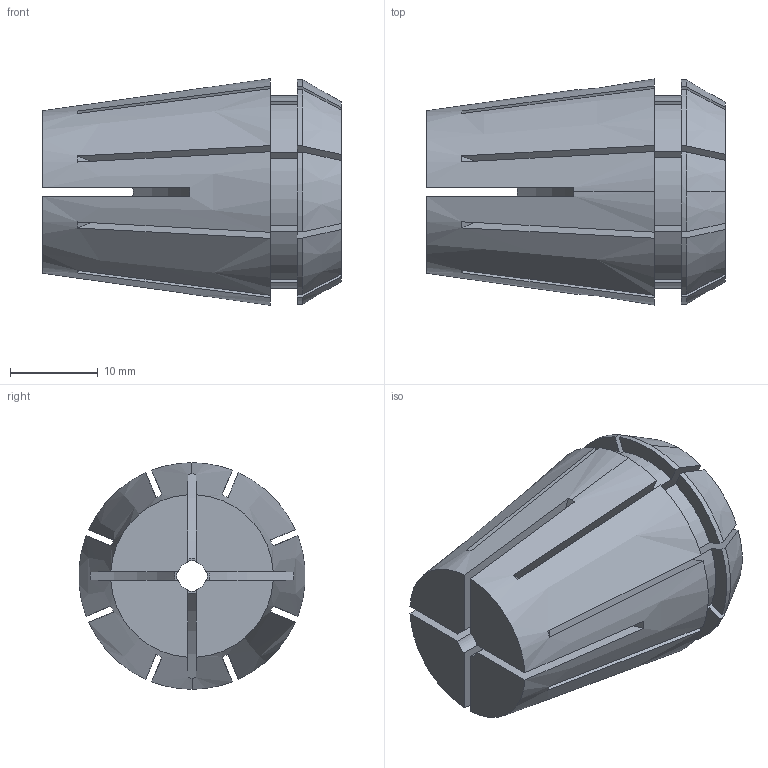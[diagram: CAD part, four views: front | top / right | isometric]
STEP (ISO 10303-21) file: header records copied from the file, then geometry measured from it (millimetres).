
FILE_DESCRIPTION (( 'STEP AP203' ), '1' );
FILE_NAME ('254.25B-3.5.STEP', '2017-04-10T02:59:41', ( '' ), ( '' ), 'SwSTEP 2.0', 'SolidWorks 2015', '' );
FILE_SCHEMA (( 'CONFIG_CONTROL_DESIGN' ));
Length unit declared in the file: millimetre
Products named in the file (1): 254.25B-3.5
Bounding box: 34 x 25.75 x 25.82 mm (x, y, z)
Volume: 11012.1 mm3; surface area: 8547.8 mm2
Topology: 1 solids, 1 shells, 127 faces, 365 edges, 243 vertices
Faces by surface type: plane 61, cylinder 46, cone 20
Entity records: 4432 total; most frequent: CARTESIAN_POINT 1081, ORIENTED_EDGE 730, DIRECTION 656, EDGE_CURVE 365, AXIS2_PLACEMENT_3D 255, VERTEX_POINT 243, VECTOR 146, LINE 146
